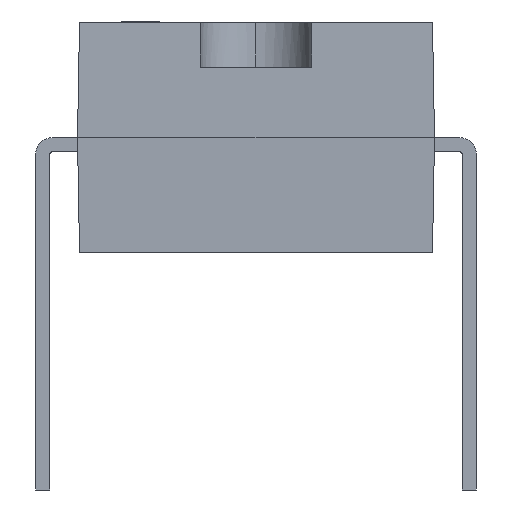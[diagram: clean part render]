
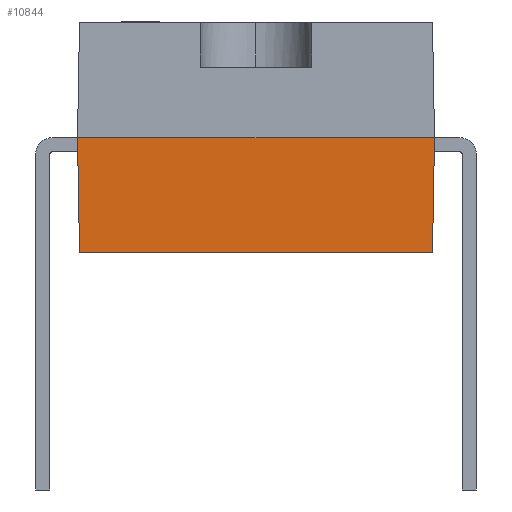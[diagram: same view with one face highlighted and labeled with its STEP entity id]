
A CAD part, left-side view. The second image highlights one B-rep face of the part: STEP entity #10844.
In plain terms, the highlighted planar face has unit normal (-1, 0, -0.018).
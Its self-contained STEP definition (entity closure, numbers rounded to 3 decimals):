
#462 = VECTOR ( 'NONE', #525, 1000. ) ;
#525 = DIRECTION ( 'NONE',  ( 0., -1., 0. ) ) ;
#1124 = DIRECTION ( 'NONE',  ( -1., 0., -0.017 ) ) ;
#1572 = CARTESIAN_POINT ( 'NONE',  ( -9.65, -3.2, 0. ) ) ;
#2963 = VECTOR ( 'NONE', #15972, 1000. ) ;
#3636 = VERTEX_POINT ( 'NONE', #16650 ) ;
#4214 = VECTOR ( 'NONE', #16790, 1000. ) ;
#4995 = ORIENTED_EDGE ( 'NONE', *, *, #7438, .T. ) ;
#7438 = EDGE_CURVE ( 'NONE', #21792, #22318, #12358, .T. ) ;
#8133 = ORIENTED_EDGE ( 'NONE', *, *, #11956, .F. ) ;
#8393 = CARTESIAN_POINT ( 'NONE',  ( -9.65, 3.2, 0. ) ) ;
#8643 = CARTESIAN_POINT ( 'NONE',  ( -9.65, -3.2, 0. ) ) ;
#8777 = DIRECTION ( 'NONE',  ( -0.017, 0., 1. ) ) ;
#10805 = VECTOR ( 'NONE', #16081, 1000. ) ;
#10844 = ADVANCED_FACE ( 'NONE', ( #23737 ), #14233, .T. ) ;
#10991 = VERTEX_POINT ( 'NONE', #11245 ) ;
#11245 = CARTESIAN_POINT ( 'NONE',  ( -9.65, 3.2, 0. ) ) ;
#11956 = EDGE_CURVE ( 'NONE', #3636, #10991, #23494, .T. ) ;
#12358 = LINE ( 'NONE', #18204, #10805 ) ;
#12744 = AXIS2_PLACEMENT_3D ( 'NONE', #8643, #1124, #8777 ) ;
#13417 = LINE ( 'NONE', #1572, #4214 ) ;
#14233 = PLANE ( 'NONE',  #12744 ) ;
#15972 = DIRECTION ( 'NONE',  ( -0.017, 0.017, 1. ) ) ;
#16081 = DIRECTION ( 'NONE',  ( -0.017, -0.017, 1. ) ) ;
#16431 = ORIENTED_EDGE ( 'NONE', *, *, #19304, .F. ) ;
#16650 = CARTESIAN_POINT ( 'NONE',  ( -9.614, 3.164, -2.065 ) ) ;
#16790 = DIRECTION ( 'NONE',  ( 0., -1., 0. ) ) ;
#18204 = CARTESIAN_POINT ( 'NONE',  ( -9.65, -3.2, 0. ) ) ;
#19304 = EDGE_CURVE ( 'NONE', #10991, #22318, #13417, .T. ) ;
#19892 = CARTESIAN_POINT ( 'NONE',  ( -9.614, -3.164, -2.065 ) ) ;
#21242 = CARTESIAN_POINT ( 'NONE',  ( -9.614, -3.2, -2.065 ) ) ;
#21357 = LINE ( 'NONE', #21242, #462 ) ;
#21687 = EDGE_CURVE ( 'NONE', #3636, #21792, #21357, .T. ) ;
#21792 = VERTEX_POINT ( 'NONE', #19892 ) ;
#22144 = CARTESIAN_POINT ( 'NONE',  ( -9.65, -3.2, 0. ) ) ;
#22318 = VERTEX_POINT ( 'NONE', #22144 ) ;
#23494 = LINE ( 'NONE', #8393, #2963 ) ;
#23737 = FACE_OUTER_BOUND ( 'NONE', #23817, .T. ) ;
#23817 = EDGE_LOOP ( 'NONE', ( #16431, #8133, #23847, #4995 ) ) ;
#23847 = ORIENTED_EDGE ( 'NONE', *, *, #21687, .T. ) ;
